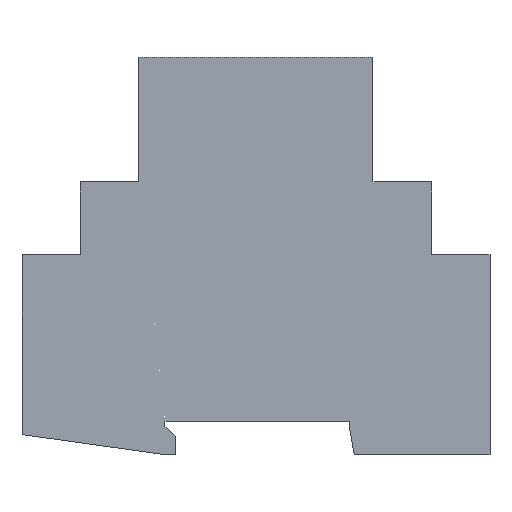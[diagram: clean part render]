
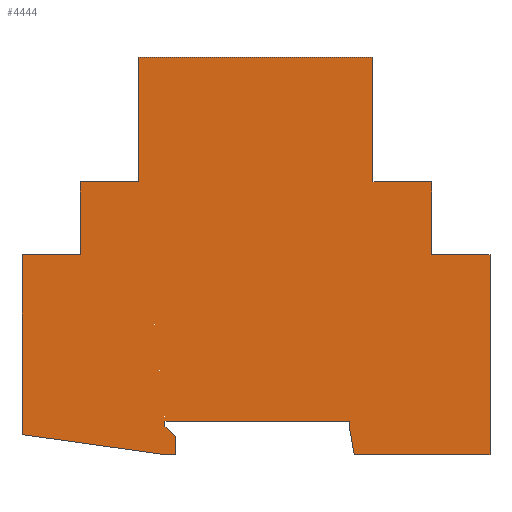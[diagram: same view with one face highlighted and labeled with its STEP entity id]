
A CAD part, left-side view. The second image highlights one B-rep face of the part: STEP entity #4444.
In plain terms, the highlighted planar face has unit normal (-1, 0, 0).
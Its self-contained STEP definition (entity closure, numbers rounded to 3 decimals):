
#368=ORIENTED_EDGE('',*,*,#1540,.F.);
#369=ORIENTED_EDGE('',*,*,#1634,.F.);
#370=ORIENTED_EDGE('',*,*,#1628,.F.);
#371=ORIENTED_EDGE('',*,*,#1625,.F.);
#372=ORIENTED_EDGE('',*,*,#1613,.F.);
#373=ORIENTED_EDGE('',*,*,#1610,.F.);
#374=ORIENTED_EDGE('',*,*,#1601,.F.);
#375=ORIENTED_EDGE('',*,*,#1598,.F.);
#376=ORIENTED_EDGE('',*,*,#1595,.F.);
#377=ORIENTED_EDGE('',*,*,#1592,.F.);
#378=ORIENTED_EDGE('',*,*,#1589,.F.);
#379=ORIENTED_EDGE('',*,*,#1586,.F.);
#380=ORIENTED_EDGE('',*,*,#1583,.F.);
#381=ORIENTED_EDGE('',*,*,#1580,.F.);
#382=ORIENTED_EDGE('',*,*,#1577,.F.);
#383=ORIENTED_EDGE('',*,*,#1573,.F.);
#384=ORIENTED_EDGE('',*,*,#1570,.F.);
#385=ORIENTED_EDGE('',*,*,#1558,.F.);
#386=ORIENTED_EDGE('',*,*,#1555,.F.);
#387=ORIENTED_EDGE('',*,*,#1544,.F.);
#1540=EDGE_CURVE('',#2196,#2197,#2636,.T.);
#1544=EDGE_CURVE('',#2197,#2200,#2640,.T.);
#1555=EDGE_CURVE('',#2200,#2203,#2649,.T.);
#1558=EDGE_CURVE('',#2203,#2212,#2652,.T.);
#1570=EDGE_CURVE('',#2212,#2215,#2662,.T.);
#1573=EDGE_CURVE('',#2215,#2224,#2665,.T.);
#1577=EDGE_CURVE('',#2224,#2226,#2669,.T.);
#1580=EDGE_CURVE('',#2226,#2228,#2672,.T.);
#1583=EDGE_CURVE('',#2228,#2230,#2675,.T.);
#1586=EDGE_CURVE('',#2230,#2232,#2678,.T.);
#1589=EDGE_CURVE('',#2232,#2234,#2681,.T.);
#1592=EDGE_CURVE('',#2234,#2236,#2684,.T.);
#1595=EDGE_CURVE('',#2236,#2238,#2687,.T.);
#1598=EDGE_CURVE('',#2238,#2240,#2690,.T.);
#1601=EDGE_CURVE('',#2240,#2242,#2693,.T.);
#1610=EDGE_CURVE('',#2242,#2245,#2702,.T.);
#1613=EDGE_CURVE('',#2245,#2252,#2704,.T.);
#1625=EDGE_CURVE('',#2252,#2257,#2715,.T.);
#1628=EDGE_CURVE('',#2257,#2264,#2717,.T.);
#1634=EDGE_CURVE('',#2264,#2196,#2722,.T.);
#2196=VERTEX_POINT('',#6381);
#2197=VERTEX_POINT('',#6382);
#2200=VERTEX_POINT('',#6390);
#2203=VERTEX_POINT('',#6397);
#2212=VERTEX_POINT('',#6418);
#2215=VERTEX_POINT('',#6426);
#2224=VERTEX_POINT('',#6447);
#2226=VERTEX_POINT('',#6454);
#2228=VERTEX_POINT('',#6460);
#2230=VERTEX_POINT('',#6466);
#2232=VERTEX_POINT('',#6472);
#2234=VERTEX_POINT('',#6478);
#2236=VERTEX_POINT('',#6484);
#2238=VERTEX_POINT('',#6490);
#2240=VERTEX_POINT('',#6496);
#2242=VERTEX_POINT('',#6502);
#2245=VERTEX_POINT('',#6509);
#2252=VERTEX_POINT('',#6526);
#2257=VERTEX_POINT('',#6538);
#2264=VERTEX_POINT('',#6555);
#2636=LINE('',#6380,#3156);
#2640=LINE('',#6389,#3160);
#2649=LINE('',#6411,#3169);
#2652=LINE('',#6417,#3172);
#2662=LINE('',#6440,#3182);
#2665=LINE('',#6446,#3185);
#2669=LINE('',#6453,#3189);
#2672=LINE('',#6459,#3192);
#2675=LINE('',#6465,#3195);
#2678=LINE('',#6471,#3198);
#2681=LINE('',#6477,#3201);
#2684=LINE('',#6483,#3204);
#2687=LINE('',#6489,#3207);
#2690=LINE('',#6495,#3210);
#2693=LINE('',#6501,#3213);
#2702=LINE('',#6519,#3222);
#2704=LINE('',#6525,#3224);
#2715=LINE('',#6548,#3235);
#2717=LINE('',#6554,#3237);
#2722=LINE('',#6565,#3242);
#3156=VECTOR('',#5082,1000.);
#3160=VECTOR('',#5088,1000.);
#3169=VECTOR('',#5103,1000.);
#3172=VECTOR('',#5108,1000.);
#3182=VECTOR('',#5124,1000.);
#3185=VECTOR('',#5129,1000.);
#3189=VECTOR('',#5135,1000.);
#3192=VECTOR('',#5140,1000.);
#3195=VECTOR('',#5145,1000.);
#3198=VECTOR('',#5150,1000.);
#3201=VECTOR('',#5155,1000.);
#3204=VECTOR('',#5160,1000.);
#3207=VECTOR('',#5165,1000.);
#3210=VECTOR('',#5170,1000.);
#3213=VECTOR('',#5175,1000.);
#3222=VECTOR('',#5186,1000.);
#3224=VECTOR('',#5192,1000.);
#3235=VECTOR('',#5207,1000.);
#3237=VECTOR('',#5213,1000.);
#3242=VECTOR('',#5222,1000.);
#3694=EDGE_LOOP('',(#368,#369,#370,#371,#372,#373,#374,#375,#376,#377,#378,
#379,#380,#381,#382,#383,#384,#385,#386,#387));
#3978=FACE_BOUND('',#3694,.T.);
#4261=PLANE('',#4716);
#4444=ADVANCED_FACE('',(#3978),#4261,.F.);
#4716=AXIS2_PLACEMENT_3D('',#6568,#5226,#5227);
#5082=DIRECTION('',(0.,-1.,0.));
#5088=DIRECTION('',(0.,0.,-1.));
#5103=DIRECTION('',(0.,-1.,0.));
#5108=DIRECTION('',(0.,0.,-1.));
#5124=DIRECTION('',(0.,-1.,0.));
#5129=DIRECTION('',(0.,0.,-1.));
#5135=DIRECTION('',(0.,1.,0.));
#5140=DIRECTION('',(0.,0.174,0.985));
#5145=DIRECTION('',(0.,0.,1.));
#5150=DIRECTION('',(0.,1.,0.));
#5155=DIRECTION('',(0.,0.,-1.));
#5160=DIRECTION('',(0.,-0.707,-0.707));
#5165=DIRECTION('',(0.,0.,-1.));
#5170=DIRECTION('',(0.,1.,0.));
#5175=DIRECTION('',(0.,0.99,0.139));
#5186=DIRECTION('',(0.,0.,1.));
#5192=DIRECTION('',(0.,-1.,0.));
#5207=DIRECTION('',(0.,0.,1.));
#5213=DIRECTION('',(0.,-1.,0.));
#5222=DIRECTION('',(0.,0.,1.));
#5226=DIRECTION('',(1.,0.,0.));
#5227=DIRECTION('',(0.,0.,-1.));
#6380=CARTESIAN_POINT('',(0.,67.5,76.5));
#6381=CARTESIAN_POINT('',(0.,67.5,76.5));
#6382=CARTESIAN_POINT('',(0.,22.5,76.5));
#6389=CARTESIAN_POINT('',(0.,22.5,76.5));
#6390=CARTESIAN_POINT('',(0.,22.5,52.5));
#6397=CARTESIAN_POINT('',(0.,11.25,52.5));
#6411=CARTESIAN_POINT('',(0.,22.5,52.5));
#6417=CARTESIAN_POINT('',(0.,11.25,52.5));
#6418=CARTESIAN_POINT('',(0.,11.25,38.5));
#6426=CARTESIAN_POINT('',(0.,0.,38.5));
#6440=CARTESIAN_POINT('',(0.,11.25,38.5));
#6446=CARTESIAN_POINT('',(0.,0.,38.5));
#6447=CARTESIAN_POINT('',(0.,0.,0.));
#6453=CARTESIAN_POINT('',(0.,0.,0.));
#6454=CARTESIAN_POINT('',(0.,26.118,0.));
#6459=CARTESIAN_POINT('',(0.,26.118,0.));
#6460=CARTESIAN_POINT('',(0.,27.,5.));
#6465=CARTESIAN_POINT('',(0.,27.,5.));
#6466=CARTESIAN_POINT('',(0.,27.,6.5));
#6471=CARTESIAN_POINT('',(0.,27.,6.5));
#6472=CARTESIAN_POINT('',(0.,62.5,6.5));
#6477=CARTESIAN_POINT('',(0.,62.5,6.5));
#6478=CARTESIAN_POINT('',(0.,62.5,5.5));
#6483=CARTESIAN_POINT('',(0.,62.5,5.5));
#6484=CARTESIAN_POINT('',(0.,60.5,3.5));
#6489=CARTESIAN_POINT('',(0.,60.5,3.5));
#6490=CARTESIAN_POINT('',(0.,60.5,0.));
#6495=CARTESIAN_POINT('',(0.,60.5,0.));
#6496=CARTESIAN_POINT('',(0.,62.25,0.));
#6501=CARTESIAN_POINT('',(0.,62.25,0.));
#6502=CARTESIAN_POINT('',(0.,90.,3.9));
#6509=CARTESIAN_POINT('',(0.,90.,38.5));
#6519=CARTESIAN_POINT('',(0.,90.,3.9));
#6525=CARTESIAN_POINT('',(0.,90.,38.5));
#6526=CARTESIAN_POINT('',(0.,78.75,38.5));
#6538=CARTESIAN_POINT('',(0.,78.75,52.5));
#6548=CARTESIAN_POINT('',(0.,78.75,38.5));
#6554=CARTESIAN_POINT('',(0.,78.75,52.5));
#6555=CARTESIAN_POINT('',(0.,67.5,52.5));
#6565=CARTESIAN_POINT('',(0.,67.5,52.5));
#6568=CARTESIAN_POINT('',(0.,0.,0.));
